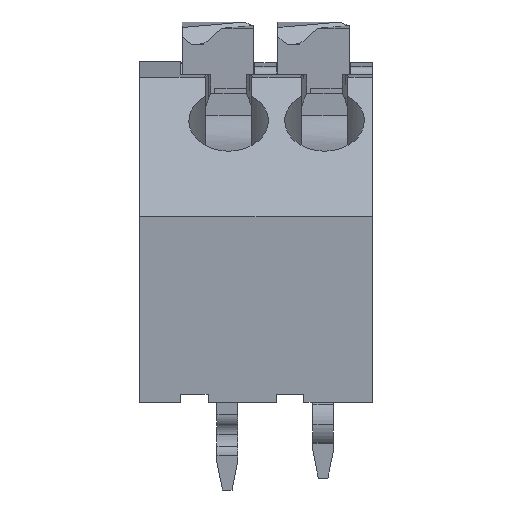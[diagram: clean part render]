
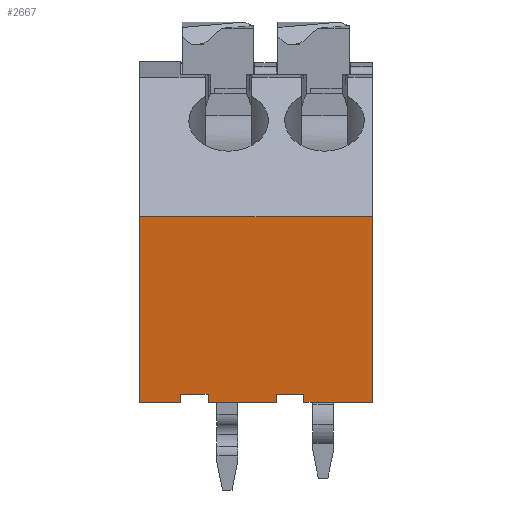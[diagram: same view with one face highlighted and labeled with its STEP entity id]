
A CAD part, left-side view. The second image highlights one B-rep face of the part: STEP entity #2667.
In plain terms, the highlighted planar face has unit normal (-0.996, 0, -0.087).
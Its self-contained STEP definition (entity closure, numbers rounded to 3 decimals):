
#73 = CARTESIAN_POINT ( 'NONE',  ( -5.951, 4.25, -0.822 ) ) ;
#149 = ORIENTED_EDGE ( 'NONE', *, *, #1621, .T. ) ;
#201 = DIRECTION ( 'NONE',  ( 0.087, 0., -0.996 ) ) ;
#221 = DIRECTION ( 'NONE',  ( -0.087, 0., 0.996 ) ) ;
#225 = DIRECTION ( 'NONE',  ( 0., -1., 0. ) ) ;
#249 = AXIS2_PLACEMENT_3D ( 'NONE', #507, #4783, #221 ) ;
#287 = CARTESIAN_POINT ( 'NONE',  ( -5.951, -4.25, -0.822 ) ) ;
#294 = EDGE_CURVE ( 'NONE', #2600, #425, #2462, .T. ) ;
#335 = ORIENTED_EDGE ( 'NONE', *, *, #3214, .F. ) ;
#337 = VECTOR ( 'NONE', #3129, 1000. ) ;
#353 = CARTESIAN_POINT ( 'NONE',  ( -5.977, 1.75, -0.523 ) ) ;
#415 = ORIENTED_EDGE ( 'NONE', *, *, #2009, .T. ) ;
#425 = VERTEX_POINT ( 'NONE', #3410 ) ;
#437 = EDGE_CURVE ( 'NONE', #485, #2555, #4565, .T. ) ;
#456 = CARTESIAN_POINT ( 'NONE',  ( -6.544, 4.25, 5.952 ) ) ;
#485 = VERTEX_POINT ( 'NONE', #353 ) ;
#507 = CARTESIAN_POINT ( 'NONE',  ( -6.247, -2.5, 2.565 ) ) ;
#573 = VECTOR ( 'NONE', #201, 1000. ) ;
#581 = ORIENTED_EDGE ( 'NONE', *, *, #3061, .F. ) ;
#608 = PLANE ( 'NONE',  #249 ) ;
#623 = DIRECTION ( 'NONE',  ( 0.087, 0., -0.996 ) ) ;
#642 = DIRECTION ( 'NONE',  ( -0.087, 0., 0.996 ) ) ;
#658 = VERTEX_POINT ( 'NONE', #456 ) ;
#729 = EDGE_CURVE ( 'NONE', #2430, #3703, #3662, .T. ) ;
#731 = CARTESIAN_POINT ( 'NONE',  ( -5.951, -4.25, -0.822 ) ) ;
#764 = CARTESIAN_POINT ( 'NONE',  ( -5.977, -1.75, -0.523 ) ) ;
#796 = VECTOR ( 'NONE', #4432, 1000. ) ;
#821 = VECTOR ( 'NONE', #225, 1000. ) ;
#866 = LINE ( 'NONE', #73, #337 ) ;
#962 = VECTOR ( 'NONE', #4152, 1000. ) ;
#964 = LINE ( 'NONE', #4453, #821 ) ;
#1002 = CARTESIAN_POINT ( 'NONE',  ( -5.977, -1.75, -0.523 ) ) ;
#1621 = EDGE_CURVE ( 'NONE', #1691, #658, #2613, .T. ) ;
#1691 = VERTEX_POINT ( 'NONE', #3918 ) ;
#1692 = VECTOR ( 'NONE', #3309, 1000. ) ;
#1806 = VECTOR ( 'NONE', #3844, 1000. ) ;
#1819 = CARTESIAN_POINT ( 'NONE',  ( -6.544, -4.25, 5.952 ) ) ;
#1842 = LINE ( 'NONE', #4441, #3989 ) ;
#1904 = LINE ( 'NONE', #3430, #3827 ) ;
#1960 = VERTEX_POINT ( 'NONE', #731 ) ;
#2009 = EDGE_CURVE ( 'NONE', #2501, #3143, #2263, .T. ) ;
#2030 = CARTESIAN_POINT ( 'NONE',  ( -5.951, 4.25, -0.822 ) ) ;
#2223 = CARTESIAN_POINT ( 'NONE',  ( -5.951, 1.75, -0.822 ) ) ;
#2242 = DIRECTION ( 'NONE',  ( 0., -1., 0. ) ) ;
#2247 = DIRECTION ( 'NONE',  ( 0., 1., 0. ) ) ;
#2263 = LINE ( 'NONE', #2223, #4801 ) ;
#2303 = ORIENTED_EDGE ( 'NONE', *, *, #3557, .T. ) ;
#2391 = ORIENTED_EDGE ( 'NONE', *, *, #4616, .T. ) ;
#2430 = VERTEX_POINT ( 'NONE', #2666 ) ;
#2462 = LINE ( 'NONE', #1002, #1692 ) ;
#2501 = VERTEX_POINT ( 'NONE', #4418 ) ;
#2555 = VERTEX_POINT ( 'NONE', #4768 ) ;
#2575 = LINE ( 'NONE', #4093, #573 ) ;
#2600 = VERTEX_POINT ( 'NONE', #3718 ) ;
#2613 = LINE ( 'NONE', #1819, #4220 ) ;
#2666 = CARTESIAN_POINT ( 'NONE',  ( -5.951, 2.75, -0.822 ) ) ;
#2667 = ADVANCED_FACE ( 'NONE', ( #4402 ), #608, .T. ) ;
#2791 = CARTESIAN_POINT ( 'NONE',  ( -5.977, -0.75, -0.523 ) ) ;
#2829 = ORIENTED_EDGE ( 'NONE', *, *, #3857, .F. ) ;
#2925 = VERTEX_POINT ( 'NONE', #2791 ) ;
#3014 = CARTESIAN_POINT ( 'NONE',  ( -5.951, -0.75, -0.822 ) ) ;
#3061 = EDGE_CURVE ( 'NONE', #2925, #3143, #1842, .T. ) ;
#3103 = ORIENTED_EDGE ( 'NONE', *, *, #4991, .T. ) ;
#3129 = DIRECTION ( 'NONE',  ( -0.087, 0., 0.996 ) ) ;
#3143 = VERTEX_POINT ( 'NONE', #3014 ) ;
#3214 = EDGE_CURVE ( 'NONE', #2600, #2925, #4641, .T. ) ;
#3300 = EDGE_CURVE ( 'NONE', #3703, #658, #866, .T. ) ;
#3309 = DIRECTION ( 'NONE',  ( 0.087, 0., -0.996 ) ) ;
#3410 = CARTESIAN_POINT ( 'NONE',  ( -5.951, -1.75, -0.822 ) ) ;
#3430 = CARTESIAN_POINT ( 'NONE',  ( -5.977, 1.75, -0.523 ) ) ;
#3450 = DIRECTION ( 'NONE',  ( 0.087, 0., -0.996 ) ) ;
#3557 = EDGE_CURVE ( 'NONE', #485, #2501, #1904, .T. ) ;
#3662 = LINE ( 'NONE', #4454, #796 ) ;
#3703 = VERTEX_POINT ( 'NONE', #2030 ) ;
#3718 = CARTESIAN_POINT ( 'NONE',  ( -5.977, -1.75, -0.523 ) ) ;
#3827 = VECTOR ( 'NONE', #3450, 1000. ) ;
#3844 = DIRECTION ( 'NONE',  ( 0., 1., 0. ) ) ;
#3857 = EDGE_CURVE ( 'NONE', #2555, #2430, #2575, .T. ) ;
#3918 = CARTESIAN_POINT ( 'NONE',  ( -6.544, -4.25, 5.952 ) ) ;
#3989 = VECTOR ( 'NONE', #623, 1000. ) ;
#4085 = ORIENTED_EDGE ( 'NONE', *, *, #729, .F. ) ;
#4093 = CARTESIAN_POINT ( 'NONE',  ( -5.977, 2.75, -0.523 ) ) ;
#4152 = DIRECTION ( 'NONE',  ( 0., 1., 0. ) ) ;
#4220 = VECTOR ( 'NONE', #2247, 1000. ) ;
#4242 = ORIENTED_EDGE ( 'NONE', *, *, #294, .T. ) ;
#4356 = ORIENTED_EDGE ( 'NONE', *, *, #3300, .F. ) ;
#4402 = FACE_OUTER_BOUND ( 'NONE', #4527, .T. ) ;
#4418 = CARTESIAN_POINT ( 'NONE',  ( -5.951, 1.75, -0.822 ) ) ;
#4432 = DIRECTION ( 'NONE',  ( 0., 1., 0. ) ) ;
#4441 = CARTESIAN_POINT ( 'NONE',  ( -5.977, -0.75, -0.523 ) ) ;
#4453 = CARTESIAN_POINT ( 'NONE',  ( -5.951, -1.75, -0.822 ) ) ;
#4454 = CARTESIAN_POINT ( 'NONE',  ( -5.951, 2.75, -0.822 ) ) ;
#4527 = EDGE_LOOP ( 'NONE', ( #4828, #2303, #415, #581, #335, #4242, #3103, #2391, #149, #4356, #4085, #2829 ) ) ;
#4565 = LINE ( 'NONE', #4935, #962 ) ;
#4616 = EDGE_CURVE ( 'NONE', #1960, #1691, #4799, .T. ) ;
#4641 = LINE ( 'NONE', #764, #1806 ) ;
#4768 = CARTESIAN_POINT ( 'NONE',  ( -5.977, 2.75, -0.523 ) ) ;
#4783 = DIRECTION ( 'NONE',  ( -0.996, 0., -0.087 ) ) ;
#4799 = LINE ( 'NONE', #287, #4806 ) ;
#4801 = VECTOR ( 'NONE', #2242, 1000. ) ;
#4806 = VECTOR ( 'NONE', #642, 1000. ) ;
#4828 = ORIENTED_EDGE ( 'NONE', *, *, #437, .F. ) ;
#4935 = CARTESIAN_POINT ( 'NONE',  ( -5.977, 1.75, -0.523 ) ) ;
#4991 = EDGE_CURVE ( 'NONE', #425, #1960, #964, .T. ) ;
